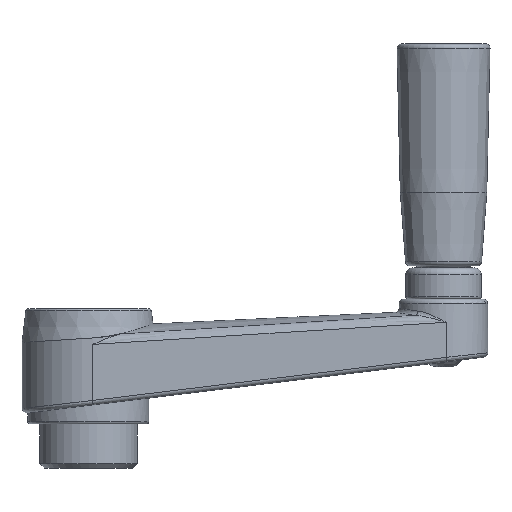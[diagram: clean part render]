
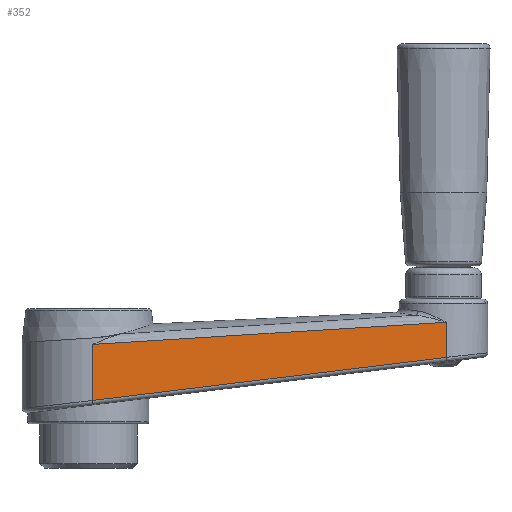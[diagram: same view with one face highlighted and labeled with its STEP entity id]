
A CAD part, front view. The second image highlights one B-rep face of the part: STEP entity #352.
In plain terms, the highlighted planar face has unit normal (0.062, -0.998, 0).
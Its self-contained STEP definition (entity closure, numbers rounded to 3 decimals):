
#352 = ADVANCED_FACE( '', ( #1017 ), #1018, .F. );
#1017 = FACE_OUTER_BOUND( '', #2074, .T. );
#1018 = PLANE( '', #2075 );
#2074 = EDGE_LOOP( '', ( #8536, #8537, #8538, #8539 ) );
#2075 = AXIS2_PLACEMENT_3D( '', #8540, #8541, #8542 );
#8536 = ORIENTED_EDGE( '', *, *, #11192, .F. );
#8537 = ORIENTED_EDGE( '', *, *, #11193, .T. );
#8538 = ORIENTED_EDGE( '', *, *, #11194, .T. );
#8539 = ORIENTED_EDGE( '', *, *, #11195, .T. );
#8540 = CARTESIAN_POINT( '', ( 0.938, -14.971, 26. ) );
#8541 = DIRECTION( '', ( -0.063, 0.998, 0. ) );
#8542 = DIRECTION( '', ( -0.998, -0.063, 0. ) );
#11192 = EDGE_CURVE( '', #12273, #12274, #12275, .T. );
#11193 = EDGE_CURVE( '', #12273, #12276, #12277, .T. );
#11194 = EDGE_CURVE( '', #12276, #12278, #12279, .T. );
#11195 = EDGE_CURVE( '', #12278, #12274, #12280, .T. );
#12273 = VERTEX_POINT( '', #13899 );
#12274 = VERTEX_POINT( '', #13900 );
#12275 = LINE( '', #13901, #13902 );
#12276 = VERTEX_POINT( '', #13903 );
#12277 = B_SPLINE_CURVE_WITH_KNOTS( '', 3, ( #13904, #13905, #13906, #13907, #13908, #13909, #13910, #13911, #13912, #13913, #13914 ), .UNSPECIFIED., .F., .F., ( 4, 1, 2, 2, 2, 4 ), ( 0., 0.01, 0.02, 0.04, 0.06, 0.08 ), .UNSPECIFIED. );
#12278 = VERTEX_POINT( '', #13915 );
#12279 = LINE( '', #13916, #13917 );
#12280 = LINE( '', #13918, #13919 );
#13899 = CARTESIAN_POINT( '', ( 80.625, -9.98, 20.567 ) );
#13900 = CARTESIAN_POINT( '', ( 80.625, -9.98, 12.657 ) );
#13901 = CARTESIAN_POINT( '', ( 80.625, -9.98, 26. ) );
#13902 = VECTOR( '', #18991, 1000. );
#13903 = CARTESIAN_POINT( '', ( 0.938, -14.971, 15.576 ) );
#13904 = CARTESIAN_POINT( '', ( 80.625, -9.98, 20.567 ) );
#13905 = CARTESIAN_POINT( '', ( 77.304, -10.188, 20.362 ) );
#13906 = CARTESIAN_POINT( '', ( 70.663, -10.604, 19.953 ) );
#13907 = CARTESIAN_POINT( '', ( 64.023, -11.02, 19.54 ) );
#13908 = CARTESIAN_POINT( '', ( 54.061, -11.644, 18.921 ) );
#13909 = CARTESIAN_POINT( '', ( 47.421, -12.06, 18.506 ) );
#13910 = CARTESIAN_POINT( '', ( 34.14, -12.891, 17.673 ) );
#13911 = CARTESIAN_POINT( '', ( 27.499, -13.307, 17.255 ) );
#13912 = CARTESIAN_POINT( '', ( 14.218, -14.139, 16.417 ) );
#13913 = CARTESIAN_POINT( '', ( 7.578, -14.555, 15.997 ) );
#13914 = CARTESIAN_POINT( '', ( 0.938, -14.971, 15.576 ) );
#13915 = CARTESIAN_POINT( '', ( 0.938, -14.971, 2.943 ) );
#13916 = CARTESIAN_POINT( '', ( 0.938, -14.971, 26. ) );
#13917 = VECTOR( '', #18992, 1000. );
#13918 = CARTESIAN_POINT( '', ( 3.696, -14.798, 3.279 ) );
#13919 = VECTOR( '', #18993, 1000. );
#18991 = DIRECTION( '', ( 0., 0., -1. ) );
#18992 = DIRECTION( '', ( 0., 0., -1. ) );
#18993 = DIRECTION( '', ( 0.991, 0.062, 0.121 ) );
